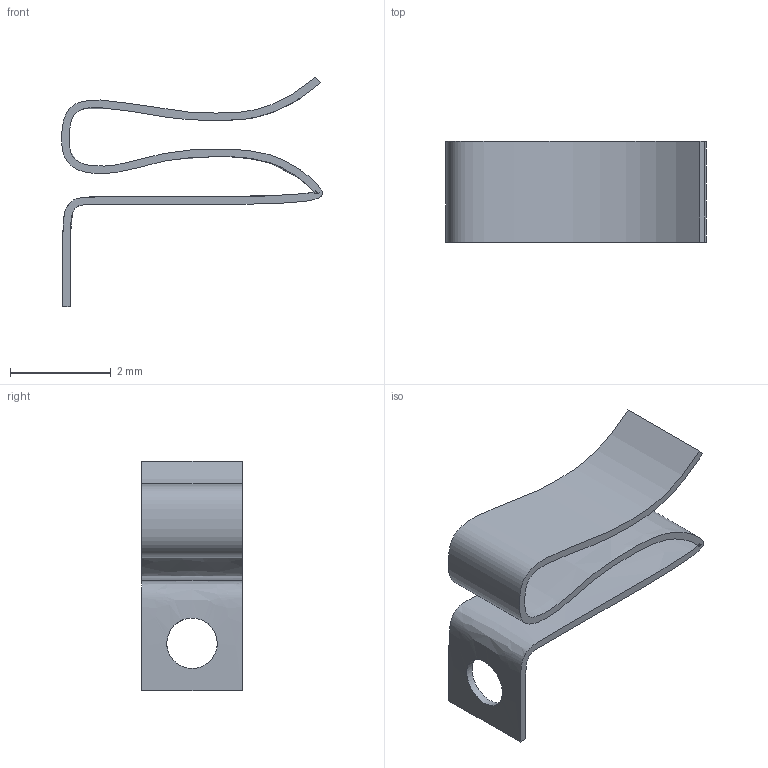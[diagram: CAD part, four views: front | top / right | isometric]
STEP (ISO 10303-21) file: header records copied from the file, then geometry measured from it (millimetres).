
FILE_DESCRIPTION(('FreeCAD Model'),'2;1');
FILE_NAME('Open CASCADE Shape Model','2023-05-22T08:10:36',(''),(''), 'Open CASCADE STEP processor 7.6','FreeCAD','Unknown');
FILE_SCHEMA(('AUTOMOTIVE_DESIGN { 1 0 10303 214 1 1 1 1 }'));
Length unit declared in the file: millimetre
Products named in the file (1): Cut
Bounding box: 5.17 x 2 x 4.56 mm (x, y, z)
Volume: 5.1 mm3; surface area: 79.3 mm2
Topology: 1 solids, 1 shells, 7 faces, 17 edges, 12 vertices
Faces by surface type: bspline 4, extrusion 1, cylinder 1, offset 1
Full cylindrical faces by diameter (mm): 1 x1
Entity records: 2013 total; most frequent: CARTESIAN_POINT 1848, ORIENTED_EDGE 34, EDGE_CURVE 17, B_SPLINE_CURVE_WITH_KNOTS 16, VERTEX_POINT 12, DIRECTION 9, FACE_BOUND 9, EDGE_LOOP 9
